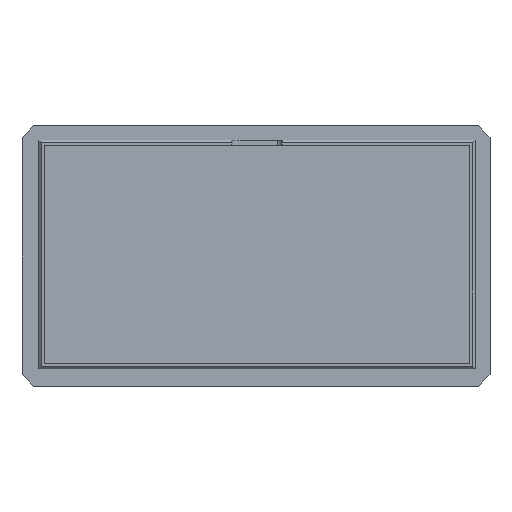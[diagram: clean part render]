
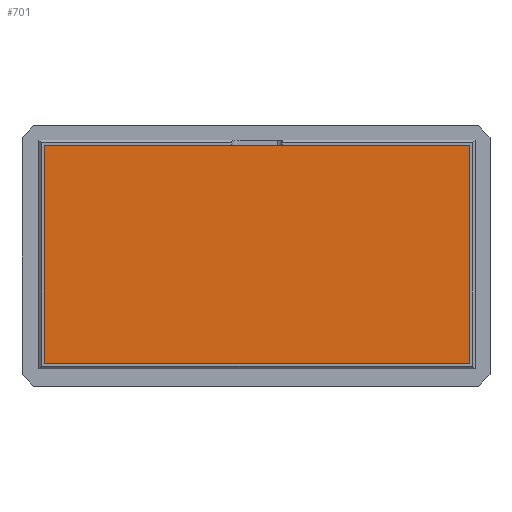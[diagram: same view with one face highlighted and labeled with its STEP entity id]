
A CAD part, top view. The second image highlights one B-rep face of the part: STEP entity #701.
In plain terms, the highlighted planar face has unit normal (0, 0, 1).
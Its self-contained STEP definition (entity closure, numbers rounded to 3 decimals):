
#67=FACE_OUTER_BOUND('',#108,.T.);
#108=EDGE_LOOP('',(#622,#623,#624,#625));
#127=LINE('',#993,#214);
#186=LINE('',#1112,#273);
#189=LINE('',#1116,#276);
#190=LINE('',#1118,#277);
#214=VECTOR('',#804,10.);
#273=VECTOR('',#911,10.);
#276=VECTOR('',#916,10.);
#277=VECTOR('',#919,10.);
#302=VERTEX_POINT('',#990);
#303=VERTEX_POINT('',#992);
#338=VERTEX_POINT('',#1110);
#339=VERTEX_POINT('',#1111);
#367=EDGE_CURVE('',#303,#302,#127,.T.);
#426=EDGE_CURVE('',#338,#339,#186,.T.);
#429=EDGE_CURVE('',#339,#303,#189,.T.);
#430=EDGE_CURVE('',#302,#338,#190,.T.);
#622=ORIENTED_EDGE('',*,*,#426,.T.);
#623=ORIENTED_EDGE('',*,*,#429,.T.);
#624=ORIENTED_EDGE('',*,*,#367,.T.);
#625=ORIENTED_EDGE('',*,*,#430,.T.);
#661=PLANE('',#751);
#701=ADVANCED_FACE('',(#67),#661,.F.);
#751=AXIS2_PLACEMENT_3D('',#1130,#935,#936);
#804=DIRECTION('',(-1.,0.,0.));
#911=DIRECTION('',(1.,0.,0.));
#916=DIRECTION('',(0.,1.,0.));
#919=DIRECTION('',(0.,-1.,0.));
#935=DIRECTION('center_axis',(0.,0.,-1.));
#936=DIRECTION('ref_axis',(-1.,0.,0.));
#990=CARTESIAN_POINT('',(-39.948,20.789,-3.5));
#992=CARTESIAN_POINT('',(40.052,20.789,-3.5));
#993=CARTESIAN_POINT('',(-20.045,20.789,-3.5));
#1110=CARTESIAN_POINT('',(-39.948,-20.211,-3.5));
#1111=CARTESIAN_POINT('',(40.052,-20.211,-3.5));
#1112=CARTESIAN_POINT('',(19.955,-20.211,-3.5));
#1116=CARTESIAN_POINT('',(40.052,10.394,-3.5));
#1118=CARTESIAN_POINT('',(-39.948,-10.106,-3.5));
#1130=CARTESIAN_POINT('Origin',(-0.142,0.,-3.5));
